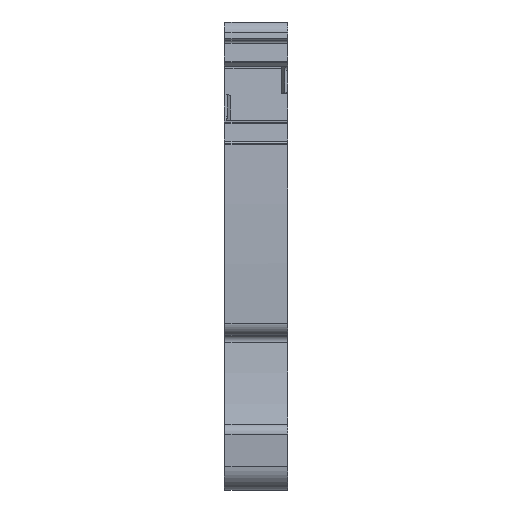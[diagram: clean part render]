
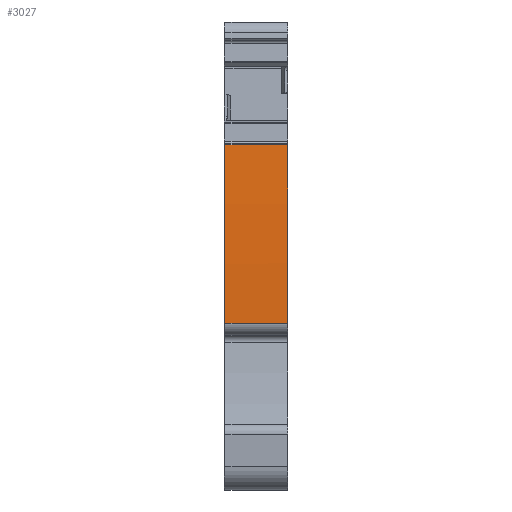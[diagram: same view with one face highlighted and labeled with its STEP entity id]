
A CAD part, front view. The second image highlights one B-rep face of the part: STEP entity #3027.
In plain terms, the highlighted cylindrical face has radius 154.9 mm (diameter 309.8 mm), a partial arc.
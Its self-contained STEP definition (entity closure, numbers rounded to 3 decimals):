
#455=AXIS2_PLACEMENT_3D('Circle Axis2P3D',#453,#454,$) ;
#462=AXIS2_PLACEMENT_3D('Circle Axis2P3D',#460,#461,$) ;
#2564=AXIS2_PLACEMENT_3D('Cylinder Axis2P3D',#2561,#2562,#2563) ;
#3017=AXIS2_PLACEMENT_3D('Circle Axis2P3D',#3015,#3016,$) ;
#450=CARTESIAN_POINT('Vertex',(5.1,1.859,27.772)) ;
#453=CARTESIAN_POINT('Axis2P3D Location',(5.1,156.388,17.05)) ;
#457=CARTESIAN_POINT('Vertex',(5.1,1.53,13.45)) ;
#460=CARTESIAN_POINT('Axis2P3D Location',(5.1,2.53,13.45)) ;
#464=CARTESIAN_POINT('Vertex',(5.1,1.53,13.427)) ;
#2561=CARTESIAN_POINT('Axis2P3D Location',(2.55,156.388,17.05)) ;
#2981=CARTESIAN_POINT('Line Origine',(2.55,1.859,27.772)) ;
#2985=CARTESIAN_POINT('Vertex',(0.05,1.859,27.772)) ;
#3008=CARTESIAN_POINT('Line Origine',(2.55,1.53,13.427)) ;
#3012=CARTESIAN_POINT('Vertex',(0.05,1.53,13.427)) ;
#3015=CARTESIAN_POINT('Axis2P3D Location',(0.05,156.388,17.05)) ;
#454=DIRECTION('Axis2P3D Direction',(1.,0.,0.)) ;
#461=DIRECTION('Axis2P3D Direction',(1.,0.,0.)) ;
#2562=DIRECTION('Axis2P3D Direction',(1.,0.,0.)) ;
#2563=DIRECTION('Axis2P3D XDirection',(0.,-0.992,0.127)) ;
#2982=DIRECTION('Vector Direction',(1.,0.,0.)) ;
#3009=DIRECTION('Vector Direction',(1.,0.,0.)) ;
#3016=DIRECTION('Axis2P3D Direction',(1.,0.,0.)) ;
#2983=VECTOR('Line Direction',#2982,1.) ;
#3010=VECTOR('Line Direction',#3009,1.) ;
#3021=ORIENTED_EDGE('',*,*,#3014,.T.) ;
#3022=ORIENTED_EDGE('',*,*,#466,.F.) ;
#3023=ORIENTED_EDGE('',*,*,#459,.F.) ;
#3024=ORIENTED_EDGE('',*,*,#2987,.F.) ;
#3025=ORIENTED_EDGE('',*,*,#3019,.F.) ;
#3027=ADVANCED_FACE('MLD',(#3026),#2565,.T.) ;
#456=CIRCLE('generated circle',#455,154.9) ;
#463=CIRCLE('generated circle',#462,1.) ;
#3018=CIRCLE('generated circle',#3017,154.9) ;
#2565=CYLINDRICAL_SURFACE('generated cylinder',#2564,154.9) ;
#459=EDGE_CURVE('',#451,#458,#456,.T.) ;
#466=EDGE_CURVE('',#458,#465,#463,.T.) ;
#2987=EDGE_CURVE('',#2986,#451,#2984,.T.) ;
#3014=EDGE_CURVE('',#3013,#465,#3011,.T.) ;
#3019=EDGE_CURVE('',#3013,#2986,#3018,.F.) ;
#3020=EDGE_LOOP('',(#3021,#3022,#3023,#3024,#3025)) ;
#3026=FACE_OUTER_BOUND('',#3020,.T.) ;
#2984=LINE('Line',#2981,#2983) ;
#3011=LINE('Line',#3008,#3010) ;
#451=VERTEX_POINT('',#450) ;
#458=VERTEX_POINT('',#457) ;
#465=VERTEX_POINT('',#464) ;
#2986=VERTEX_POINT('',#2985) ;
#3013=VERTEX_POINT('',#3012) ;
